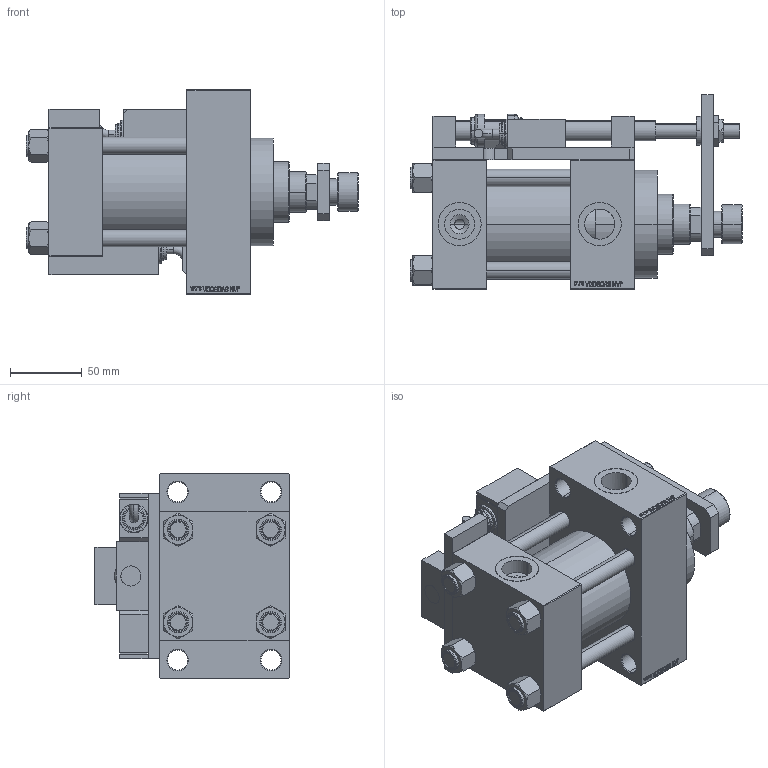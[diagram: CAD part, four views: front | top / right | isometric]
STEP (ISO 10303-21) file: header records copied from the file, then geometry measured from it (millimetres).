
FILE_DESCRIPTION (( 'STEP AP203' ), '1' );
FILE_NAME ('9c00.STEP', '2022-04-16T21:42:11', ( '' ), ( '' ), 'SwSTEP 2.0', 'SolidWorks 2019', '' );
FILE_SCHEMA (( 'CONFIG_CONTROL_DESIGN' ));
Length unit declared in the file: millimetre
Products named in the file (17): V215CD_SWITCH_Q_TYC 68daa2693186d466d825e56d3807daaa; V215CD_SWITCH_Q_ZARAZKA 68daa2693186d466d825e56d3807daaa; V215CR_ROD_END_F 68daa2693186d466d825e56d3807daaa; V215CD_SWITCH_Q_DIMA 68daa2693186d466d825e56d3807daaa; V215CD_SWITCH_Q_NUT 68daa2693186d466d825e56d3807daaa; V215CD_SWITCH_Q_NUT10 68daa2693186d466d825e56d3807daaa; V215CD_D_TYCINKA 68daa2693186d466d825e56d3807daaa; V215CD_VC_A 68daa2693186d466d825e56d3807daaa; V215CD_SWITCH_Q_BLOK 68daa2693186d466d825e56d3807daaa; V215CD_VCP_D 68daa2693186d466d825e56d3807daaa; V215CD_SWITCH_Q_PODLOZKA_BACK 68daa2693186d466d825e56d3807daaa; V215CD_SWITCH_Q_SWITCH 68daa2693186d466d825e56d3807daaa; V215CD_SWITCH_Q_MAGNET 68daa2693186d466d825e56d3807daaa; V215CD_SWITCH_Q_PODLOZKA_FRONT 68daa2693186d466d825e56d3807daaa; V215CD_D_Body 68daa2693186d466d825e56d3807daaa; V215CD_NUT_M5_D 68daa2693186d466d825e56d3807daaa; 9c00
Assembly tree (25 placements, depth 2):
  9c00
    V215CD_D_Body 68daa2693186d466d825e56d3807daaa
    V215CD_VC_A 68daa2693186d466d825e56d3807daaa
    V215CD_VCP_D 68daa2693186d466d825e56d3807daaa
    V215CD_D_TYCINKA 68daa2693186d466d825e56d3807daaa  x4
    V215CD_NUT_M5_D 68daa2693186d466d825e56d3807daaa  x4
    V215CR_ROD_END_F 68daa2693186d466d825e56d3807daaa
    V215CD_SWITCH_Q_BLOK 68daa2693186d466d825e56d3807daaa  x2
    V215CD_SWITCH_Q_DIMA 68daa2693186d466d825e56d3807daaa
    V215CD_SWITCH_Q_MAGNET 68daa2693186d466d825e56d3807daaa  x2
    V215CD_SWITCH_Q_NUT 68daa2693186d466d825e56d3807daaa
    V215CD_SWITCH_Q_NUT10 68daa2693186d466d825e56d3807daaa
    V215CD_SWITCH_Q_PODLOZKA_BACK 68daa2693186d466d825e56d3807daaa
    V215CD_SWITCH_Q_PODLOZKA_FRONT 68daa2693186d466d825e56d3807daaa
    V215CD_SWITCH_Q_SWITCH 68daa2693186d466d825e56d3807daaa  x2
    V215CD_SWITCH_Q_TYC 68daa2693186d466d825e56d3807daaa
    V215CD_SWITCH_Q_ZARAZKA 68daa2693186d466d825e56d3807daaa
Bounding box: 231 x 135 x 142 mm (x, y, z)
Volume: 1373033.5 mm3; surface area: 288726.6 mm2
Topology: 25 solids, 25 shells, 1353 faces, 3309 edges, 2138 vertices
Faces by surface type: plane 624, bspline 368, cylinder 164, cone 157, torus 40
Entity records: 53563 total; most frequent: CARTESIAN_POINT 26021, ORIENTED_EDGE 5786, DIRECTION 4124, EDGE_CURVE 2893, VERTEX_POINT 1890, LINE 1722, VECTOR 1722, EDGE_LOOP 1323
